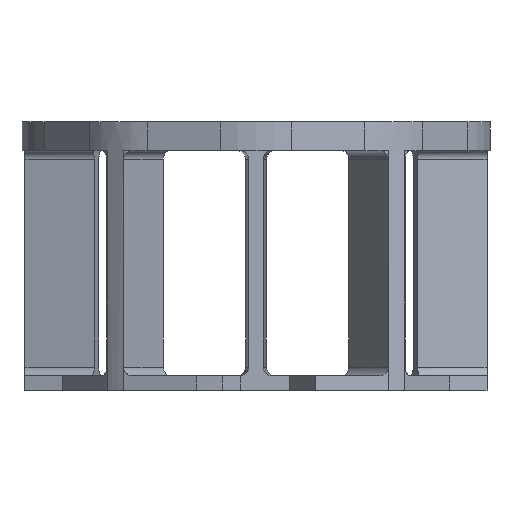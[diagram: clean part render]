
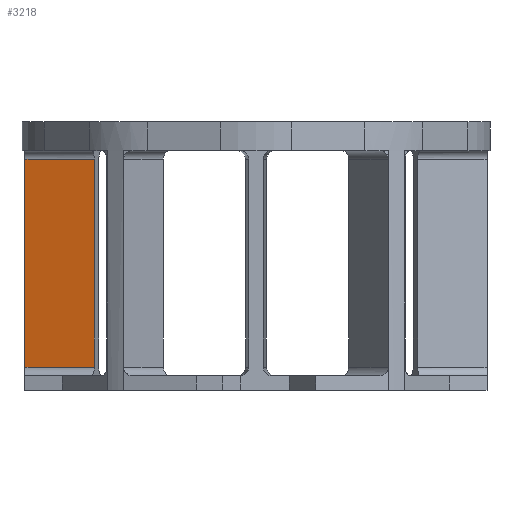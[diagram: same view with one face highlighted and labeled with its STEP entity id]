
A CAD part, left-side view. The second image highlights one B-rep face of the part: STEP entity #3218.
In plain terms, the highlighted planar face has unit normal (-0.964, 0.267, 0).
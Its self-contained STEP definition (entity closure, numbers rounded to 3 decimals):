
#174=PLANE('',#3544);
#328=FACE_OUTER_BOUND('',#525,.T.);
#525=EDGE_LOOP('',(#2693,#2694,#2695,#2696));
#657=LINE('',#4788,#968);
#786=LINE('',#5209,#1097);
#843=LINE('',#5344,#1154);
#844=LINE('',#5345,#1155);
#968=VECTOR('',#3793,10.);
#1097=VECTOR('',#4238,10.);
#1154=VECTOR('',#4377,10.);
#1155=VECTOR('',#4378,10.);
#1426=VERTEX_POINT('',#4785);
#1427=VERTEX_POINT('',#4787);
#1561=VERTEX_POINT('',#5207);
#1598=VERTEX_POINT('',#5343);
#1745=EDGE_CURVE('',#1426,#1427,#657,.T.);
#1949=EDGE_CURVE('',#1561,#1426,#786,.T.);
#2018=EDGE_CURVE('',#1561,#1598,#843,.T.);
#2019=EDGE_CURVE('',#1427,#1598,#844,.T.);
#2693=ORIENTED_EDGE('',*,*,#1949,.F.);
#2694=ORIENTED_EDGE('',*,*,#2018,.T.);
#2695=ORIENTED_EDGE('',*,*,#2019,.F.);
#2696=ORIENTED_EDGE('',*,*,#1745,.F.);
#3218=ADVANCED_FACE('',(#328),#174,.T.);
#3544=AXIS2_PLACEMENT_3D('',#5342,#4375,#4376);
#3793=DIRECTION('',(0.,0.,1.));
#4238=DIRECTION('',(0.267,0.964,0.));
#4375=DIRECTION('center_axis',(-0.964,0.267,0.));
#4376=DIRECTION('ref_axis',(-0.267,-0.964,0.));
#4377=DIRECTION('',(0.,0.,1.));
#4378=DIRECTION('',(-0.267,-0.964,0.));
#4785=CARTESIAN_POINT('',(22.2,80.049,8.));
#4787=CARTESIAN_POINT('',(22.2,80.049,80.));
#4788=CARTESIAN_POINT('',(22.2,80.049,0.));
#5207=CARTESIAN_POINT('',(15.539,56.031,8.));
#5209=CARTESIAN_POINT('',(20.586,74.231,8.));
#5342=CARTESIAN_POINT('Origin',(22.2,80.049,0.));
#5343=CARTESIAN_POINT('',(15.539,56.031,80.));
#5344=CARTESIAN_POINT('',(15.539,56.031,0.));
#5345=CARTESIAN_POINT('',(11.1,40.025,80.));
